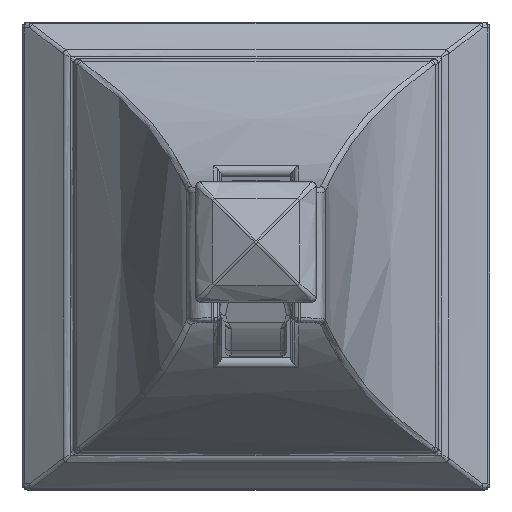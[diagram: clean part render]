
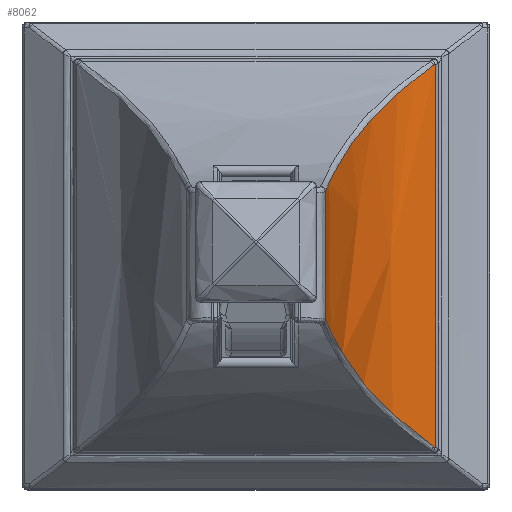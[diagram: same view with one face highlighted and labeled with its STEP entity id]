
A CAD part, top view. The second image highlights one B-rep face of the part: STEP entity #8062.
In plain terms, the highlighted face is a extrusion surface.
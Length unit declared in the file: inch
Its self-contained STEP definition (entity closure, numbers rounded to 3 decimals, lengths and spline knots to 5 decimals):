
#1209=DIRECTION('',(0.,1.,0.));
#1210=VECTOR('',#1209,0.6693);
#1211=CARTESIAN_POINT('',(0.36096,-0.33465,
0.57826));
#1212=LINE('',#1211,#1210);
#1213=CARTESIAN_POINT('',(0.36096,0.33465,
0.57826));
#1214=CARTESIAN_POINT('',(0.36485,0.34212,
0.51721));
#1215=CARTESIAN_POINT('',(0.3759,0.36585,
0.38796));
#1216=CARTESIAN_POINT('',(0.40697,0.43126,
0.17754));
#1217=CARTESIAN_POINT('',(0.4605,0.52875,
-0.04877));
#1218=CARTESIAN_POINT('',(0.53928,0.64471,
-0.26754));
#1219=CARTESIAN_POINT('',(0.64148,0.76001,
-0.46296));
#1220=CARTESIAN_POINT('',(0.75775,0.86534,
-0.62582));
#1221=CARTESIAN_POINT('',(0.86592,0.94931,
-0.74073));
#1222=CARTESIAN_POINT('',(0.92573,0.99438,
-0.79698));
#1224=CARTESIAN_POINT('',(0.92573,0.99438,
-0.79698));
#1225=CARTESIAN_POINT('',(0.92656,0.99501,
-0.79776));
#1226=CARTESIAN_POINT('',(0.92827,0.99619,
-0.79937));
#1227=CARTESIAN_POINT('',(0.93102,0.99775,
-0.80194));
#1228=CARTESIAN_POINT('',(0.93296,0.99864,
-0.80375));
#1229=CARTESIAN_POINT('',(0.93395,0.99905,
-0.80468));
#1231=DIRECTION('',(0.,1.,0.));
#1232=VECTOR('',#1231,1.9981);
#1233=CARTESIAN_POINT('',(0.93395,-0.99905,
-0.80468));
#1234=LINE('',#1233,#1232);
#1235=CARTESIAN_POINT('',(0.93395,-0.99905,
-0.80468));
#1236=CARTESIAN_POINT('',(0.93296,-0.99864,
-0.80375));
#1237=CARTESIAN_POINT('',(0.93102,-0.99775,
-0.80194));
#1238=CARTESIAN_POINT('',(0.92827,-0.99619,
-0.79937));
#1239=CARTESIAN_POINT('',(0.92656,-0.99501,
-0.79776));
#1240=CARTESIAN_POINT('',(0.92573,-0.99438,
-0.79698));
#1242=CARTESIAN_POINT('',(0.92573,-0.99438,
-0.79698));
#1243=CARTESIAN_POINT('',(0.8659,-0.94929,
-0.74071));
#1244=CARTESIAN_POINT('',(0.75769,-0.86529,
-0.62575));
#1245=CARTESIAN_POINT('',(0.64143,-0.75996,
-0.46288));
#1246=CARTESIAN_POINT('',(0.53924,-0.64465,
-0.26743));
#1247=CARTESIAN_POINT('',(0.46049,-0.52873,
-0.04874));
#1248=CARTESIAN_POINT('',(0.40694,-0.43119,
0.17771));
#1249=CARTESIAN_POINT('',(0.3759,-0.36584,
0.38804));
#1250=CARTESIAN_POINT('',(0.36485,-0.34212,
0.51724));
#1251=CARTESIAN_POINT('',(0.36096,-0.33465,
0.57826));
#4494=CARTESIAN_POINT('',(0.36096,-0.33465,
0.57826));
#4495=CARTESIAN_POINT('',(0.36096,0.33465,
0.57826));
#4496=VERTEX_POINT('',#4494);
#4497=VERTEX_POINT('',#4495);
#4508=CARTESIAN_POINT('',(0.93395,-0.99905,
-0.80468));
#4509=CARTESIAN_POINT('',(0.93395,0.99905,
-0.80468));
#4510=VERTEX_POINT('',#4508);
#4511=VERTEX_POINT('',#4509);
#4570=VERTEX_POINT('',#1242);
#4654=VERTEX_POINT('',#1224);
#8041=CARTESIAN_POINT('',(0.36002,0.,0.59358));
#8042=CARTESIAN_POINT('',(0.3859,0.,0.16097));
#8043=CARTESIAN_POINT('',(0.50847,0.,-0.35809));
#8044=CARTESIAN_POINT('',(0.85346,0.,-0.73071));
#8045=CARTESIAN_POINT('',(0.94464,0.,-0.81456));
#8047=DIRECTION('',(0.,-1.,0.));
#8048=VECTOR('',#8047,1.);
#8049=SURFACE_OF_LINEAR_EXTRUSION('',#8046,#8048);
#8051=ORIENTED_EDGE('',*,*,#8050,.T.);
#8052=ORIENTED_EDGE('',*,*,#8006,.T.);
#8053=ORIENTED_EDGE('',*,*,#8035,.T.);
#8055=ORIENTED_EDGE('',*,*,#8054,.F.);
#8057=ORIENTED_EDGE('',*,*,#8056,.T.);
#8059=ORIENTED_EDGE('',*,*,#8058,.T.);
#8060=EDGE_LOOP('',(#8051,#8052,#8053,#8055,#8057,#8059));
#8061=FACE_OUTER_BOUND('',#8060,.F.);
#8062=ADVANCED_FACE('',(#8061),#8049,.F.);
#1223=B_SPLINE_CURVE_WITH_KNOTS('',3,(#1213,#1214,#1215,#1216,#1217,#1218,#1219,
#1220,#1221,#1222),.UNSPECIFIED.,.F.,.F.,(4,1,1,1,1,1,1,4),(0.,
0.14286,0.28571,0.42857,0.57143,
0.71429,0.85714,1.),.UNSPECIFIED.);
#1230=B_SPLINE_CURVE_WITH_KNOTS('',3,(#1224,#1225,#1226,#1227,#1228,#1229),
.UNSPECIFIED.,.F.,.F.,(4,1,1,4),(0.,0.33333,0.66667,1.),
.UNSPECIFIED.);
#1241=B_SPLINE_CURVE_WITH_KNOTS('',3,(#1235,#1236,#1237,#1238,#1239,#1240),
.UNSPECIFIED.,.F.,.F.,(4,1,1,4),(0.,0.33333,0.66667,1.),
.UNSPECIFIED.);
#1252=B_SPLINE_CURVE_WITH_KNOTS('',3,(#1242,#1243,#1244,#1245,#1246,#1247,#1248,
#1249,#1250,#1251),.UNSPECIFIED.,.F.,.F.,(4,1,1,1,1,1,1,4),(0.,
0.14286,0.28571,0.42857,0.57143,
0.71429,0.85714,1.),.UNSPECIFIED.);
#8006=EDGE_CURVE('',#4497,#4654,#1223,.T.);
#8035=EDGE_CURVE('',#4654,#4511,#1230,.T.);
#8046=B_SPLINE_CURVE_WITH_KNOTS('',3,(#8041,#8042,#8043,#8044,#8045),
.UNSPECIFIED.,.F.,.F.,(4,1,4),(0.,0.76133,1.),.UNSPECIFIED.);
#8050=EDGE_CURVE('',#4496,#4497,#1212,.T.);
#8054=EDGE_CURVE('',#4510,#4511,#1234,.T.);
#8056=EDGE_CURVE('',#4510,#4570,#1241,.T.);
#8058=EDGE_CURVE('',#4570,#4496,#1252,.T.);
